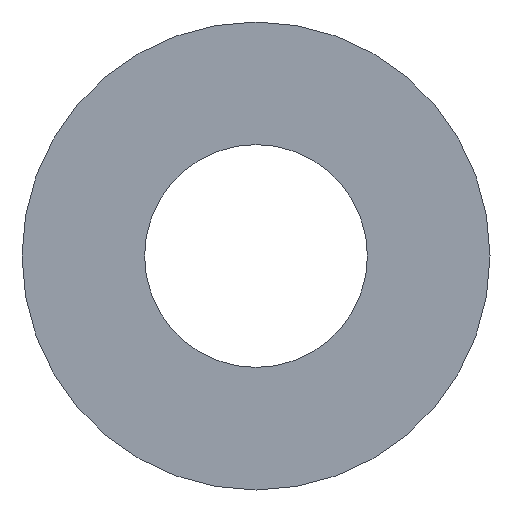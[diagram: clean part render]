
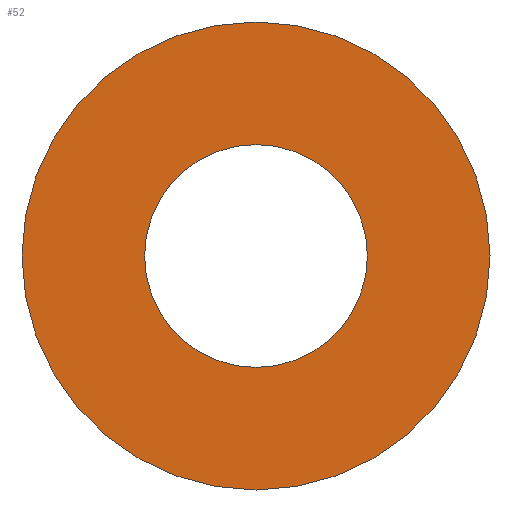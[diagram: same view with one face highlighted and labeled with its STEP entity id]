
A CAD part, front view. The second image highlights one B-rep face of the part: STEP entity #52.
In plain terms, the highlighted planar face has unit normal (0, -1, 0).
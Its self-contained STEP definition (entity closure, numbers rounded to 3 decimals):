
#5 = CARTESIAN_POINT ( 'NONE',  ( 0., 0., 39. ) ) ;
#7 = AXIS2_PLACEMENT_3D ( 'NONE', #208, #38, #224 ) ;
#10 = ORIENTED_EDGE ( 'NONE', *, *, #174, .F. ) ;
#15 = DIRECTION ( 'NONE',  ( 0., 0., 1. ) ) ;
#19 = DIRECTION ( 'NONE',  ( 0., 0., 1. ) ) ;
#38 = DIRECTION ( 'NONE',  ( 0., 1., 0. ) ) ;
#48 = EDGE_LOOP ( 'NONE', ( #10, #187 ) ) ;
#50 = DIRECTION ( 'NONE',  ( 0., 1., 0. ) ) ;
#52 = ADVANCED_FACE ( 'NONE', ( #210, #206 ), #117, .F. ) ;
#57 = EDGE_CURVE ( 'NONE', #243, #183, #237, .T. ) ;
#70 = AXIS2_PLACEMENT_3D ( 'NONE', #172, #83, #227 ) ;
#80 = CARTESIAN_POINT ( 'NONE',  ( 0., 0., 0. ) ) ;
#82 = AXIS2_PLACEMENT_3D ( 'NONE', #155, #50, #104 ) ;
#83 = DIRECTION ( 'NONE',  ( 0., 1., 0. ) ) ;
#92 = EDGE_CURVE ( 'NONE', #183, #243, #232, .T. ) ;
#103 = CARTESIAN_POINT ( 'NONE',  ( 0., 0., 0. ) ) ;
#104 = DIRECTION ( 'NONE',  ( 0., 0., 1. ) ) ;
#113 = EDGE_CURVE ( 'NONE', #170, #116, #167, .T. ) ;
#116 = VERTEX_POINT ( 'NONE', #134 ) ;
#117 = PLANE ( 'NONE',  #221 ) ;
#120 = CIRCLE ( 'NONE', #82, 81.9 ) ;
#134 = CARTESIAN_POINT ( 'NONE',  ( 0., 0., -81.9 ) ) ;
#146 = ORIENTED_EDGE ( 'NONE', *, *, #92, .T. ) ;
#155 = CARTESIAN_POINT ( 'NONE',  ( 0., 0., 0. ) ) ;
#156 = DIRECTION ( 'NONE',  ( 0., 1., 0. ) ) ;
#167 = CIRCLE ( 'NONE', #7, 81.9 ) ;
#170 = VERTEX_POINT ( 'NONE', #212 ) ;
#172 = CARTESIAN_POINT ( 'NONE',  ( 0., 0., 0. ) ) ;
#174 = EDGE_CURVE ( 'NONE', #116, #170, #120, .T. ) ;
#183 = VERTEX_POINT ( 'NONE', #5 ) ;
#187 = ORIENTED_EDGE ( 'NONE', *, *, #113, .F. ) ;
#203 = EDGE_LOOP ( 'NONE', ( #235, #146 ) ) ;
#206 = FACE_BOUND ( 'NONE', #203, .T. ) ;
#207 = AXIS2_PLACEMENT_3D ( 'NONE', #103, #246, #15 ) ;
#208 = CARTESIAN_POINT ( 'NONE',  ( 0., 0., 0. ) ) ;
#210 = FACE_OUTER_BOUND ( 'NONE', #48, .T. ) ;
#212 = CARTESIAN_POINT ( 'NONE',  ( 0., 0., 81.9 ) ) ;
#216 = CARTESIAN_POINT ( 'NONE',  ( 0., 0., -39. ) ) ;
#221 = AXIS2_PLACEMENT_3D ( 'NONE', #80, #156, #19 ) ;
#224 = DIRECTION ( 'NONE',  ( 0., 0., 1. ) ) ;
#227 = DIRECTION ( 'NONE',  ( 0., 0., 1. ) ) ;
#232 = CIRCLE ( 'NONE', #207, 39. ) ;
#235 = ORIENTED_EDGE ( 'NONE', *, *, #57, .T. ) ;
#237 = CIRCLE ( 'NONE', #70, 39. ) ;
#243 = VERTEX_POINT ( 'NONE', #216 ) ;
#246 = DIRECTION ( 'NONE',  ( 0., 1., 0. ) ) ;
